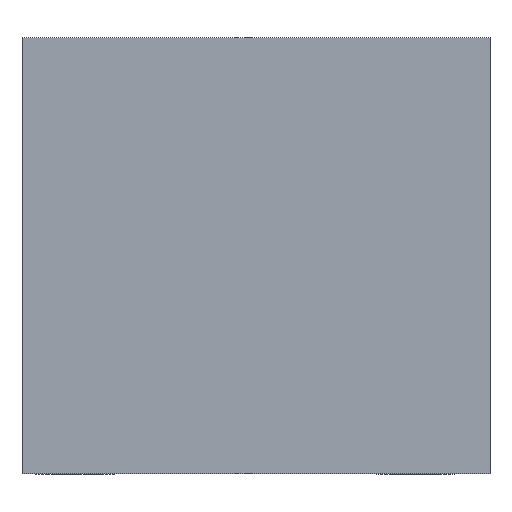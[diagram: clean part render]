
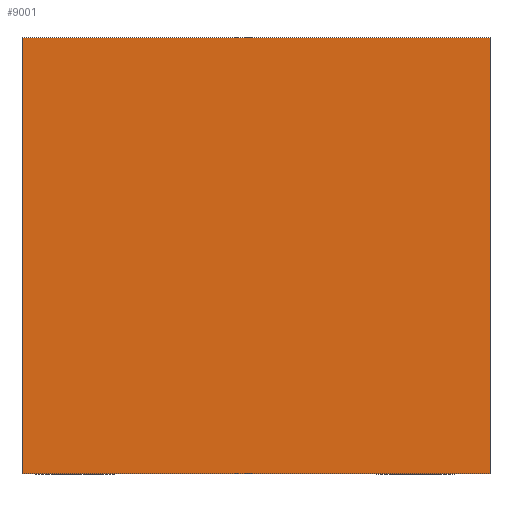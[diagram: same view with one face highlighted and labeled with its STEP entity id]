
A CAD part, front view. The second image highlights one B-rep face of the part: STEP entity #9001.
In plain terms, the highlighted planar face has unit normal (0, -1, 0).
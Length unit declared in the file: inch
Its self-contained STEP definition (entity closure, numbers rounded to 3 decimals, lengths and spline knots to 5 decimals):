
#349 = DIRECTION ( 'NONE',  ( 0., 0., -1. ) ) ;
#482 = LINE ( 'NONE', #6044, #4262 ) ;
#502 = VERTEX_POINT ( 'NONE', #6790 ) ;
#2522 = ORIENTED_EDGE ( 'NONE', *, *, #9088, .F. ) ;
#3588 = EDGE_CURVE ( 'NONE', #502, #13793, #22906, .T. ) ;
#4262 = VECTOR ( 'NONE', #13316, 39.37008 ) ;
#6042 = CARTESIAN_POINT ( 'NONE',  ( 0., 0., -2.5625 ) ) ;
#6044 = CARTESIAN_POINT ( 'NONE',  ( 2.75, 0., -2.5625 ) ) ;
#6750 = CARTESIAN_POINT ( 'NONE',  ( 2.75, 0., -2.5625 ) ) ;
#6790 = CARTESIAN_POINT ( 'NONE',  ( 0., 0., 0. ) ) ;
#8584 = EDGE_CURVE ( 'NONE', #23748, #12949, #482, .T. ) ;
#9001 = ADVANCED_FACE ( 'NONE', ( #21274 ), #19415, .F. ) ;
#9081 = LINE ( 'NONE', #24114, #9376 ) ;
#9088 = EDGE_CURVE ( 'NONE', #12949, #13793, #15728, .T. ) ;
#9375 = VECTOR ( 'NONE', #13897, 39.37008 ) ;
#9376 = VECTOR ( 'NONE', #13265, 39.37008 ) ;
#11194 = CARTESIAN_POINT ( 'NONE',  ( 0., 0., -2.5625 ) ) ;
#12949 = VERTEX_POINT ( 'NONE', #22605 ) ;
#13265 = DIRECTION ( 'NONE',  ( -1., 0., 0. ) ) ;
#13316 = DIRECTION ( 'NONE',  ( 0., 0., -1. ) ) ;
#13793 = VERTEX_POINT ( 'NONE', #11194 ) ;
#13897 = DIRECTION ( 'NONE',  ( -1., 0., 0. ) ) ;
#14486 = AXIS2_PLACEMENT_3D ( 'NONE', #23375, #21398, #16084 ) ;
#14908 = ORIENTED_EDGE ( 'NONE', *, *, #3588, .T. ) ;
#15279 = EDGE_CURVE ( 'NONE', #23748, #502, #9081, .T. ) ;
#15728 = LINE ( 'NONE', #6750, #9375 ) ;
#16084 = DIRECTION ( 'NONE',  ( 0., 0., 1. ) ) ;
#17042 = ORIENTED_EDGE ( 'NONE', *, *, #15279, .T. ) ;
#19282 = ORIENTED_EDGE ( 'NONE', *, *, #8584, .F. ) ;
#19415 = PLANE ( 'NONE',  #14486 ) ;
#21274 = FACE_OUTER_BOUND ( 'NONE', #24099, .T. ) ;
#21398 = DIRECTION ( 'NONE',  ( 0., 1., 0. ) ) ;
#22605 = CARTESIAN_POINT ( 'NONE',  ( 2.75, 0., -2.5625 ) ) ;
#22906 = LINE ( 'NONE', #6042, #23839 ) ;
#23301 = CARTESIAN_POINT ( 'NONE',  ( 2.75, 0., 0. ) ) ;
#23375 = CARTESIAN_POINT ( 'NONE',  ( 2.75, 0., -2.5625 ) ) ;
#23748 = VERTEX_POINT ( 'NONE', #23301 ) ;
#23839 = VECTOR ( 'NONE', #349, 39.37008 ) ;
#24099 = EDGE_LOOP ( 'NONE', ( #14908, #2522, #19282, #17042 ) ) ;
#24114 = CARTESIAN_POINT ( 'NONE',  ( 2.75, 0., 0. ) ) ;
